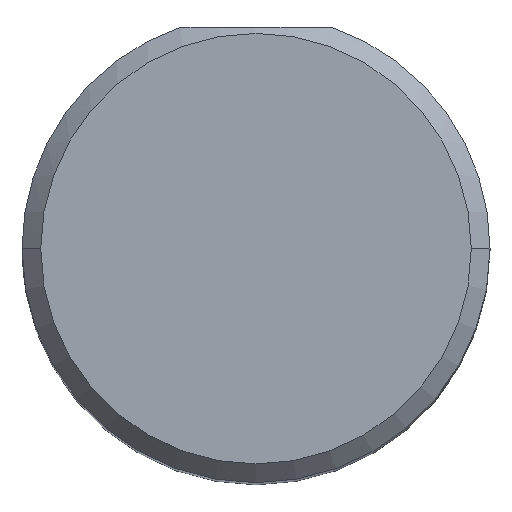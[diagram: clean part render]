
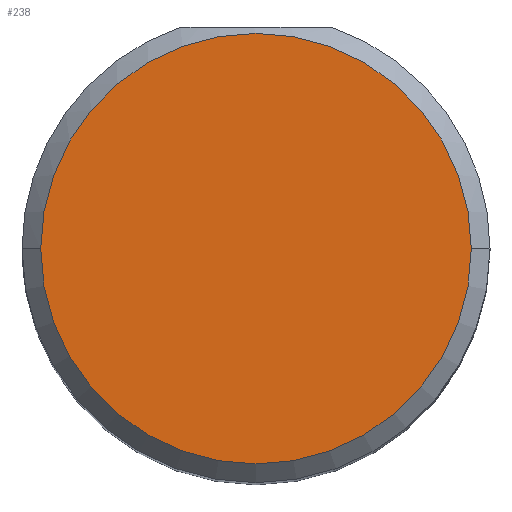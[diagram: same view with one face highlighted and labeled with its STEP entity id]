
A CAD part, top view. The second image highlights one B-rep face of the part: STEP entity #238.
In plain terms, the highlighted planar face has unit normal (0, 0, 1).
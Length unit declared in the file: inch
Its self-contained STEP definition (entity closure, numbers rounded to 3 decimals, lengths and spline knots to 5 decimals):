
#27 = EDGE_CURVE ( 'NONE', #387, #358, #47, .T. ) ;
#47 = CIRCLE ( 'NONE', #512, 0.1725 ) ;
#71 = DIRECTION ( 'NONE',  ( 0., 0., -1. ) ) ;
#108 = AXIS2_PLACEMENT_3D ( 'NONE', #461, #71, #416 ) ;
#115 = CARTESIAN_POINT ( 'NONE',  ( 0.9225, 0., 2.5 ) ) ;
#140 = DIRECTION ( 'NONE',  ( -1., 0., 0. ) ) ;
#155 = DIRECTION ( 'NONE',  ( 0., 0., 1. ) ) ;
#173 = CARTESIAN_POINT ( 'NONE',  ( 0.5775, 0., 2.5 ) ) ;
#202 = PLANE ( 'NONE',  #440 ) ;
#238 = ADVANCED_FACE ( 'NONE', ( #413 ), #202, .T. ) ;
#258 = EDGE_CURVE ( 'NONE', #358, #387, #296, .T. ) ;
#296 = CIRCLE ( 'NONE', #108, 0.1725 ) ;
#358 = VERTEX_POINT ( 'NONE', #115 ) ;
#370 = DIRECTION ( 'NONE',  ( 0., 0., -1. ) ) ;
#374 = CARTESIAN_POINT ( 'NONE',  ( 0.75, 0., 2.5 ) ) ;
#387 = VERTEX_POINT ( 'NONE', #173 ) ;
#413 = FACE_OUTER_BOUND ( 'NONE', #429, .T. ) ;
#416 = DIRECTION ( 'NONE',  ( -1., 0., 0. ) ) ;
#429 = EDGE_LOOP ( 'NONE', ( #548, #552 ) ) ;
#440 = AXIS2_PLACEMENT_3D ( 'NONE', #374, #155, #542 ) ;
#461 = CARTESIAN_POINT ( 'NONE',  ( 0.75, 0., 2.5 ) ) ;
#496 = CARTESIAN_POINT ( 'NONE',  ( 0.75, 0., 2.5 ) ) ;
#512 = AXIS2_PLACEMENT_3D ( 'NONE', #496, #370, #140 ) ;
#542 = DIRECTION ( 'NONE',  ( -1., 0., 0. ) ) ;
#548 = ORIENTED_EDGE ( 'NONE', *, *, #258, .F. ) ;
#552 = ORIENTED_EDGE ( 'NONE', *, *, #27, .F. ) ;
